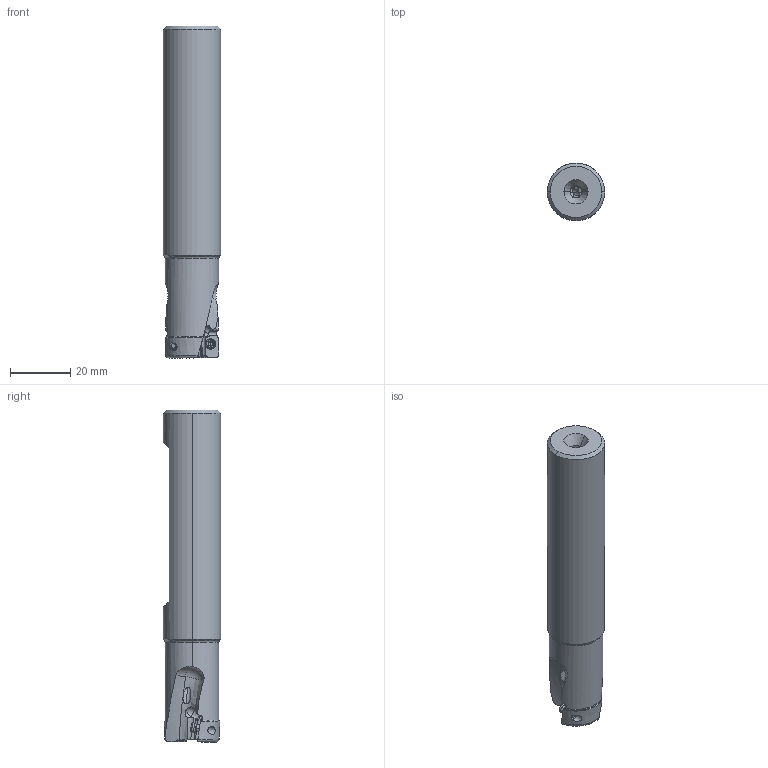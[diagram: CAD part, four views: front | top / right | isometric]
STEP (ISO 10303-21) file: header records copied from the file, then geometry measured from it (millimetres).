
FILE_DESCRIPTION(/* description */ (''),/* implementation_level */ '2;1');
FILE_NAME(/* name */ 'APX3000UR122FA12SA.stp',/* time_stamp */ '2025-06-27T16:01:52+09:00',/* author */ (''),/* organization */ (''),/* preprocessor_version */ 'ST-DEVELOPER v18.101',/* originating_system */ 'SIEMENS PLM Software NX 2011',/* authorisation */ '');
FILE_SCHEMA (('AUTOMOTIVE_DESIGN { 1 0 10303 214 3 1 1 1 }'));
Length unit declared in the file: millimetre
Products named in the file (1): APX3000UR122FA12SA_ASM
Bounding box: 19.05 x 19.05 x 110.08 mm (x, y, z)
Volume: 26203 mm3; surface area: 8391.5 mm2
Topology: 3 solids, 3 shells, 191 faces, 575 edges, 388 vertices
Faces by surface type: cylinder 78, plane 45, cone 38, torus 14, sphere 12, bspline 4
Entity records: 8097 total; most frequent: CARTESIAN_POINT 3030, ORIENTED_EDGE 1126, DIRECTION 954, EDGE_CURVE 563, AXIS2_PLACEMENT_3D 401, VERTEX_POINT 383, B_SPLINE_CURVE_WITH_KNOTS 213, EDGE_LOOP 204
